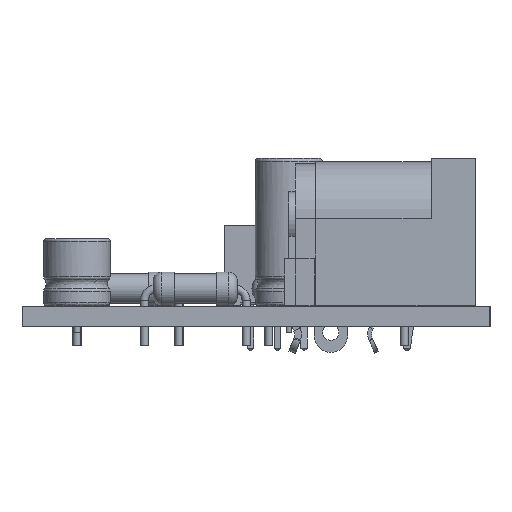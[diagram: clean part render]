
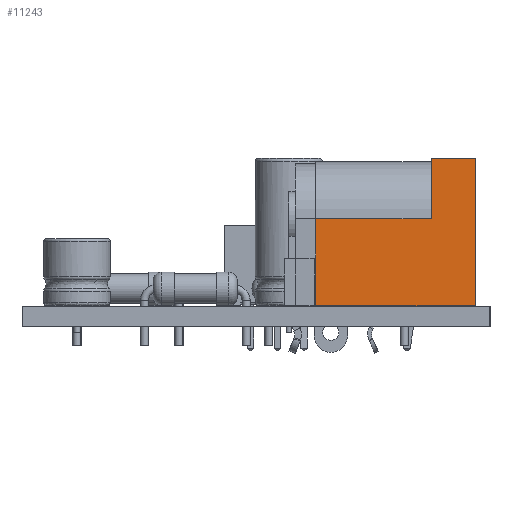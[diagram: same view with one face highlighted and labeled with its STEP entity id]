
A CAD part, left-side view. The second image highlights one B-rep face of the part: STEP entity #11243.
In plain terms, the highlighted planar face has unit normal (-1, 0, 0).
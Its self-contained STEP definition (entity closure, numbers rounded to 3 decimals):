
#11111 = VERTEX_POINT('',#11112);
#11112 = CARTESIAN_POINT('',(-4.5,-1.75,0.));
#11153 = VERTEX_POINT('',#11154);
#11154 = CARTESIAN_POINT('',(-4.5,-13.7,0.));
#11160 = EDGE_CURVE('',#11111,#11153,#11161,.T.);
#11161 = LINE('',#11162,#11163);
#11162 = CARTESIAN_POINT('',(-4.5,-1.75,0.));
#11163 = VECTOR('',#11164,1.);
#11164 = DIRECTION('',(0.,-1.,0.));
#11208 = EDGE_CURVE('',#11209,#11111,#11211,.T.);
#11209 = VERTEX_POINT('',#11210);
#11210 = CARTESIAN_POINT('',(-4.5,-1.75,6.5));
#11211 = LINE('',#11212,#11213);
#11212 = CARTESIAN_POINT('',(-4.5,-1.75,6.5));
#11213 = VECTOR('',#11214,1.);
#11214 = DIRECTION('',(0.,0.,-1.));
#11243 = ADVANCED_FACE('',(#11244),#11278,.F.);
#11244 = FACE_BOUND('',#11245,.T.);
#11245 = EDGE_LOOP('',(#11246,#11247,#11255,#11263,#11271,#11277));
#11246 = ORIENTED_EDGE('',*,*,#11160,.T.);
#11247 = ORIENTED_EDGE('',*,*,#11248,.T.);
#11248 = EDGE_CURVE('',#11153,#11249,#11251,.T.);
#11249 = VERTEX_POINT('',#11250);
#11250 = CARTESIAN_POINT('',(-4.5,-13.7,11.));
#11251 = LINE('',#11252,#11253);
#11252 = CARTESIAN_POINT('',(-4.5,-13.7,0.));
#11253 = VECTOR('',#11254,1.);
#11254 = DIRECTION('',(0.,0.,1.));
#11255 = ORIENTED_EDGE('',*,*,#11256,.T.);
#11256 = EDGE_CURVE('',#11249,#11257,#11259,.T.);
#11257 = VERTEX_POINT('',#11258);
#11258 = CARTESIAN_POINT('',(-4.5,-10.4,11.));
#11259 = LINE('',#11260,#11261);
#11260 = CARTESIAN_POINT('',(-4.5,-13.7,11.));
#11261 = VECTOR('',#11262,1.);
#11262 = DIRECTION('',(0.,1.,0.));
#11263 = ORIENTED_EDGE('',*,*,#11264,.T.);
#11264 = EDGE_CURVE('',#11257,#11265,#11267,.T.);
#11265 = VERTEX_POINT('',#11266);
#11266 = CARTESIAN_POINT('',(-4.5,-10.4,6.5));
#11267 = LINE('',#11268,#11269);
#11268 = CARTESIAN_POINT('',(-4.5,-10.4,11.));
#11269 = VECTOR('',#11270,1.);
#11270 = DIRECTION('',(0.,0.,-1.));
#11271 = ORIENTED_EDGE('',*,*,#11272,.T.);
#11272 = EDGE_CURVE('',#11265,#11209,#11273,.T.);
#11273 = LINE('',#11274,#11275);
#11274 = CARTESIAN_POINT('',(-4.5,-10.4,6.5));
#11275 = VECTOR('',#11276,1.);
#11276 = DIRECTION('',(0.,1.,0.));
#11277 = ORIENTED_EDGE('',*,*,#11208,.T.);
#11278 = PLANE('',#11279);
#11279 = AXIS2_PLACEMENT_3D('',#11280,#11281,#11282);
#11280 = CARTESIAN_POINT('',(-4.5,-8.573,4.652));
#11281 = DIRECTION('',(1.,0.,0.));
#11282 = DIRECTION('',(0.,0.,1.));
